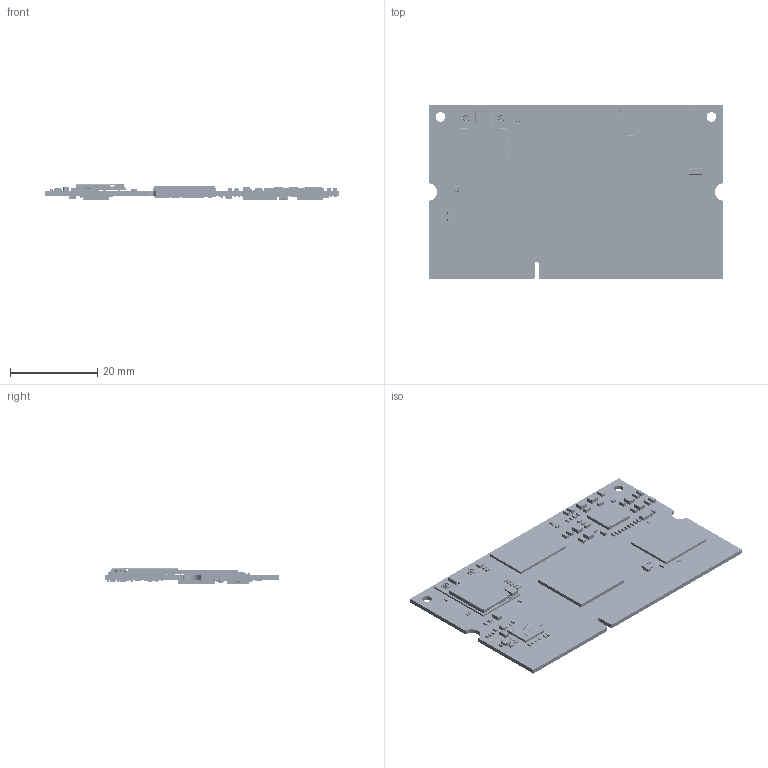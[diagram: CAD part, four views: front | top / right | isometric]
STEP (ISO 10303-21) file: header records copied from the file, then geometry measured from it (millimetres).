
FILE_DESCRIPTION(('Open CASCADE Model'),'2;1');
FILE_NAME('Open CASCADE Shape Model','2021-09-21T12:33:47',('Author'),( 'Open CASCADE'),'Open CASCADE STEP processor 6.8','Open CASCADE 6.8' ,'Unknown');
FILE_SCHEMA(('AUTOMOTIVE_DESIGN { 1 0 10303 214 1 1 1 1 }'));
Length unit declared in the file: millimetre
Products named in the file (349): PCB; Board; Open CASCADE STEP translator 6.8 1.1.1; R55; RESC1005; C94; User_Library-SMD_CAPACITOR_0402; U12; 6398235728; Extruded; U10; 6396869136; R104; R103; R102; R101; C156; U9; WNSQ-261ACN(BT)_1mm; NFA324A-005-12171104_ASM_ASM; NFA324A-005-12171104; SH-EBGA-21X17-172; FIL-1X0_5-4C-T77H566_00; DFN-1X1-4; M-D-S1X0_6-2B; M-O-2X1_6-4S0; FIL-1_4X1_1; L-2016; C-0402S0; C-0201S1; L-0201S1; R-0201S1; WCBN3507A-SS; MHF4_CONNECTOR_3D; PRT0056; U7; 6396868816; R77; R60; R54 ...
Assembly tree (696 placements, depth 5):
  PCB
    Board
      Open CASCADE STEP translator 6.8 1.1.1
    R55
      RESC1005
    C94
      User_Library-SMD_CAPACITOR_0402
    U12
      6398235728
        Extruded
    U10
      6396869136
        Extruded
    R104
      RESC1005
    R103
      RESC1005
    R102
      RESC1005
    R101
      RESC1005
    C156
      User_Library-SMD_CAPACITOR_0402
    U9
      WNSQ-261ACN(BT)_1mm
        NFA324A-005-12171104_ASM_ASM
          NFA324A-005-12171104
          SH-EBGA-21X17-172
          FIL-1X0_5-4C-T77H566_00  x2
          DFN-1X1-4
          M-D-S1X0_6-2B
          M-O-2X1_6-4S0
          FIL-1_4X1_1  x2
          L-2016
          C-0402S0  x7
          C-0201S1  x41
          L-0201S1  x7
          R-0201S1  x20
          WCBN3507A-SS
        MHF4_CONNECTOR_3D
        PRT0056
    U7
      6396868816
        Extruded
    R77
      RESC1005
    R60
      RESC1005
    R54
      RESC1005
    R52
      RESC1005
    R50
      RESC1005
    R44
      RESC1005
    R43
      RESC1005
    R40
      RESC1005
Bounding box: 67.6 x 40 x 3.64 mm (x, y, z)
Volume: 3446.5 mm3; surface area: 9217.3 mm2
Topology: 765 solids, 777 shells, 12476 faces, 29999 edges, 17741 vertices
Faces by surface type: plane 6612, cylinder 3558, sphere 2050, bspline 228, cone 26, torus 2
Full cylindrical faces by diameter (mm): 2.2 x2
Entity records: 143471 total; most frequent: CARTESIAN_POINT 29197, DIRECTION 19369, ORIENTED_EDGE 18794, EDGE_CURVE 9398, AXIS2_PLACEMENT_3D 6979, VERTEX_POINT 6598, LINE 5411, VECTOR 5411
